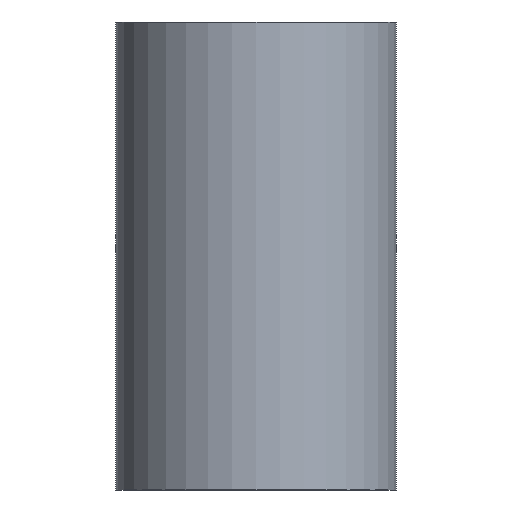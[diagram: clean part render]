
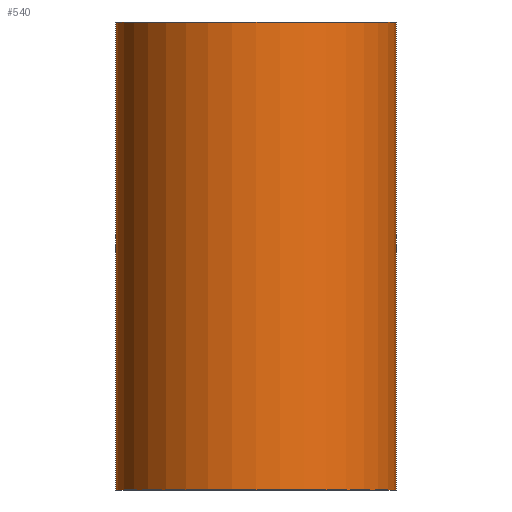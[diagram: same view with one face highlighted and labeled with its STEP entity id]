
A CAD part, front view. The second image highlights one B-rep face of the part: STEP entity #540.
In plain terms, the highlighted cylindrical face has radius 600 mm (diameter 1200 mm), a full revolution.
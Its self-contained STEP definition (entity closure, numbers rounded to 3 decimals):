
#5 = CARTESIAN_POINT ( 'NONE',  ( 0., 0., 0. ) ) ;
#79 = AXIS2_PLACEMENT_3D ( 'NONE', #348, #751, #1052 ) ;
#170 = AXIS2_PLACEMENT_3D ( 'NONE', #5, #813, #621 ) ;
#195 = CARTESIAN_POINT ( 'NONE',  ( 0., 0., 2000. ) ) ;
#310 = CIRCLE ( 'NONE', #170, 600. ) ;
#339 = FACE_OUTER_BOUND ( 'NONE', #1089, .T. ) ;
#348 = CARTESIAN_POINT ( 'NONE',  ( 0., 0., 0. ) ) ;
#456 = CARTESIAN_POINT ( 'NONE',  ( 600., 0., 2000. ) ) ;
#531 = DIRECTION ( 'NONE',  ( 1., 0., 0. ) ) ;
#539 = ORIENTED_EDGE ( 'NONE', *, *, #1290, .T. ) ;
#540 = ADVANCED_FACE ( 'NONE', ( #563, #339 ), #810, .T. ) ;
#541 = CIRCLE ( 'NONE', #889, 600. ) ;
#560 = CARTESIAN_POINT ( 'NONE',  ( 600., 0., 0. ) ) ;
#563 = FACE_OUTER_BOUND ( 'NONE', #1110, .T. ) ;
#621 = DIRECTION ( 'NONE',  ( 1., 0., 0. ) ) ;
#751 = DIRECTION ( 'NONE',  ( 0., 0., 1. ) ) ;
#810 = CYLINDRICAL_SURFACE ( 'NONE', #79, 600. ) ;
#813 = DIRECTION ( 'NONE',  ( 0., 0., 1. ) ) ;
#889 = AXIS2_PLACEMENT_3D ( 'NONE', #195, #935, #531 ) ;
#919 = VERTEX_POINT ( 'NONE', #456 ) ;
#935 = DIRECTION ( 'NONE',  ( 0., 0., 1. ) ) ;
#1052 = DIRECTION ( 'NONE',  ( 1., 0., 0. ) ) ;
#1089 = EDGE_LOOP ( 'NONE', ( #1126 ) ) ;
#1110 = EDGE_LOOP ( 'NONE', ( #539 ) ) ;
#1126 = ORIENTED_EDGE ( 'NONE', *, *, #1183, .F. ) ;
#1183 = EDGE_CURVE ( 'NONE', #919, #919, #541, .T. ) ;
#1290 = EDGE_CURVE ( 'NONE', #1294, #1294, #310, .T. ) ;
#1294 = VERTEX_POINT ( 'NONE', #560 ) ;
